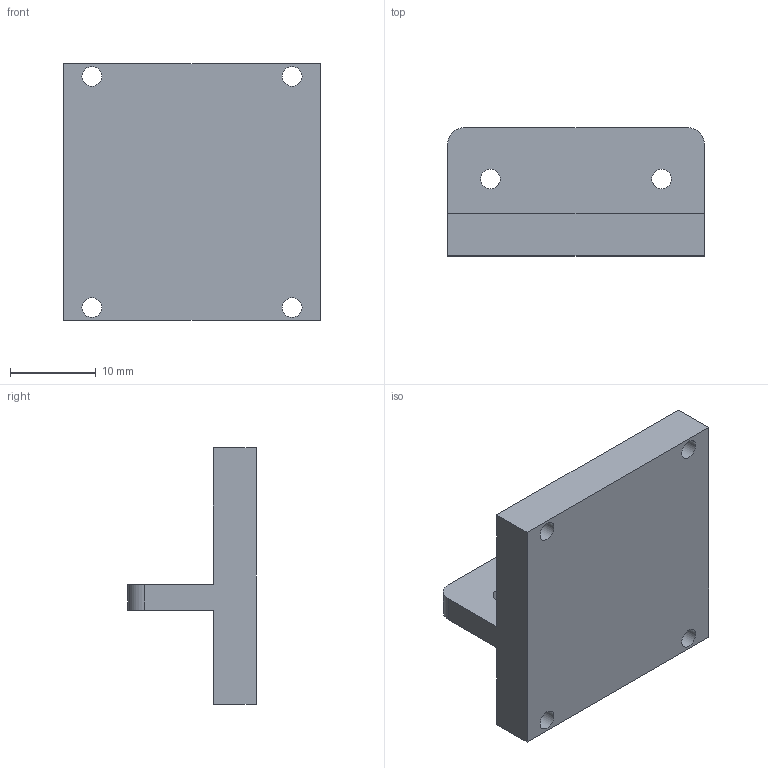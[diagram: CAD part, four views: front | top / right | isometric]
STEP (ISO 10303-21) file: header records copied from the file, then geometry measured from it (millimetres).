
FILE_DESCRIPTION(/* description */ (''),/* implementation_level */ '2;1');
FILE_NAME(/* name */ 'motor_mount.stp',/* time_stamp */ '2024-03-07T15:32:00+01:00',/* author */ (''),/* organization */ (''),/* preprocessor_version */ 'ST-DEVELOPER v16',/* originating_system */ 'SIEMENS PLM Software NX 11.0',/* authorisation */ '');
FILE_SCHEMA (('AUTOMOTIVE_DESIGN { 1 0 10303 214 3 1 1 1 }'));
Length unit declared in the file: millimetre
Products named in the file (1): motor_mount
Bounding box: 30 x 15 x 30 mm (x, y, z)
Volume: 5286.8 mm3; surface area: 3189.4 mm2
Topology: 1 solids, 1 shells, 18 faces, 52 edges, 36 vertices
Faces by surface type: plane 10, cylinder 8
Full cylindrical faces by diameter (mm): 2.3 x6
Entity records: 586 total; most frequent: DIRECTION 96, CARTESIAN_POINT 93, ORIENTED_EDGE 84, EDGE_CURVE 42, EDGE_LOOP 36, AXIS2_PLACEMENT_3D 35, VERTEX_POINT 32, FACE_BOUND 29
